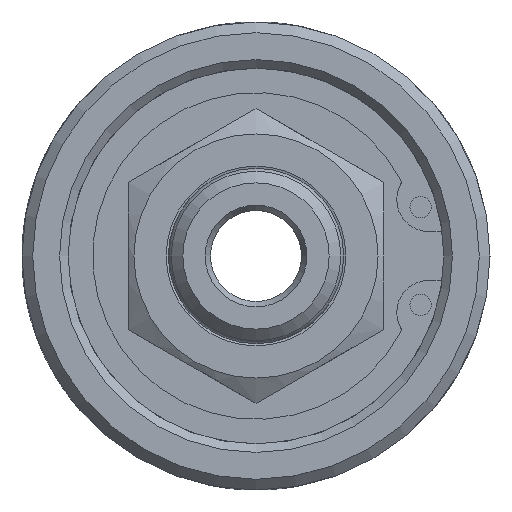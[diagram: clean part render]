
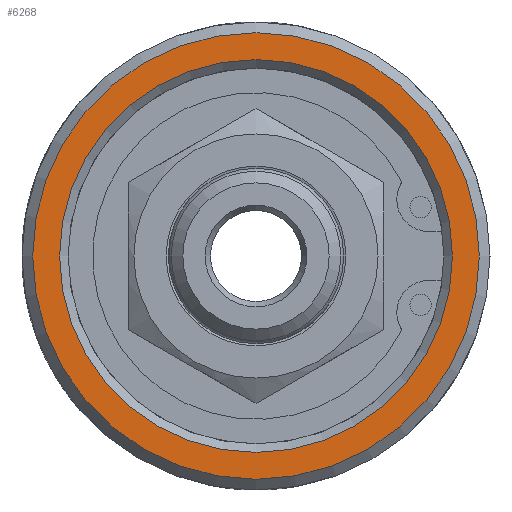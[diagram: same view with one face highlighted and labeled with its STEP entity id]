
A CAD part, left-side view. The second image highlights one B-rep face of the part: STEP entity #6268.
In plain terms, the highlighted planar face has unit normal (-1, 0, 0).
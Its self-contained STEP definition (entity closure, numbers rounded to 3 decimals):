
#612=FACE_BOUND('',#1932,.T.);
#1420=PLANE('',#6700);
#1557=FACE_OUTER_BOUND('',#1931,.T.);
#1931=EDGE_LOOP('',(#4321));
#1932=EDGE_LOOP('',(#4322));
#2357=CIRCLE('',#6682,20.85);
#2366=CIRCLE('',#6701,18.34);
#2632=VERTEX_POINT('',#9046);
#2647=VERTEX_POINT('',#9332);
#3294=EDGE_CURVE('',#2632,#2632,#2357,.T.);
#3320=EDGE_CURVE('',#2647,#2647,#2366,.T.);
#4321=ORIENTED_EDGE('',*,*,#3294,.F.);
#4322=ORIENTED_EDGE('',*,*,#3320,.F.);
#6268=ADVANCED_FACE('',(#1557,#612),#1420,.T.);
#6682=AXIS2_PLACEMENT_3D('',#9048,#7243,#7244);
#6700=AXIS2_PLACEMENT_3D('',#9331,#7287,#7288);
#6701=AXIS2_PLACEMENT_3D('',#9333,#7289,#7290);
#7243=DIRECTION('center_axis',(1.,0.,0.));
#7244=DIRECTION('ref_axis',(0.,-1.,0.));
#7287=DIRECTION('center_axis',(-1.,0.,0.));
#7288=DIRECTION('ref_axis',(0.,0.,1.));
#7289=DIRECTION('center_axis',(-1.,0.,0.));
#7290=DIRECTION('ref_axis',(0.,-1.,0.));
#9046=CARTESIAN_POINT('',(0.,20.85,0.));
#9048=CARTESIAN_POINT('Origin',(0.,0.,0.));
#9331=CARTESIAN_POINT('Origin',(0.,10.925,0.));
#9332=CARTESIAN_POINT('',(0.,18.34,0.));
#9333=CARTESIAN_POINT('Origin',(0.,0.,0.));
